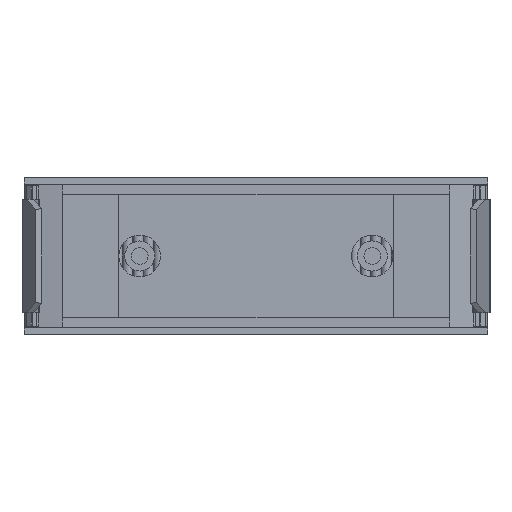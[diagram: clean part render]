
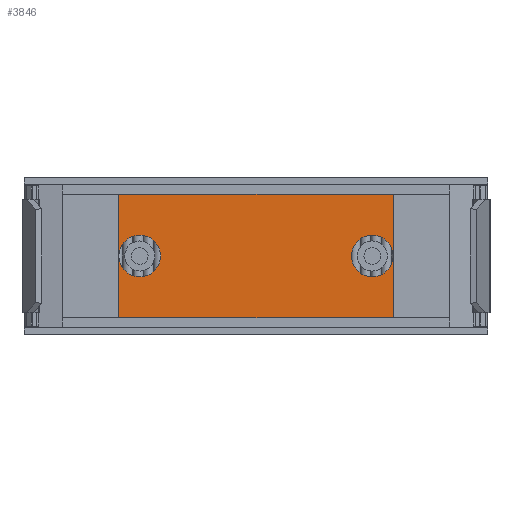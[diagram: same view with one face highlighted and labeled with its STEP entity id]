
A CAD part, front view. The second image highlights one B-rep face of the part: STEP entity #3846.
In plain terms, the highlighted planar face has unit normal (0, -1, 0).
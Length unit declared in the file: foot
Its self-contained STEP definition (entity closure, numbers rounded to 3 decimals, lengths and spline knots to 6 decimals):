
#60 = VERTEX_POINT ( 'NONE', #301 ) ;
#173 = FACE_OUTER_BOUND ( 'NONE', #1983, .T. ) ;
#209 = ORIENTED_EDGE ( 'NONE', *, *, #3091, .F. ) ;
#245 = ORIENTED_EDGE ( 'NONE', *, *, #3173, .F. ) ;
#301 = CARTESIAN_POINT ( 'NONE',  ( -0.029042, 0., 0.005208 ) ) ;
#419 = EDGE_CURVE ( 'NONE', #1959, #3744, #4969, .T. ) ;
#487 = LINE ( 'NONE', #4986, #1865 ) ;
#502 = CARTESIAN_POINT ( 'NONE',  ( 0.029042, 0., 0. ) ) ;
#503 = CIRCLE ( 'NONE', #4454, 0.005208 ) ;
#517 = DIRECTION ( 'NONE',  ( 0., 0., 1. ) ) ;
#630 = CARTESIAN_POINT ( 'NONE',  ( 0.029042, 0., 0. ) ) ;
#642 = CARTESIAN_POINT ( 'NONE',  ( -0.03425, 0., 0. ) ) ;
#668 = DIRECTION ( 'NONE',  ( 0., -1., 0. ) ) ;
#741 = CARTESIAN_POINT ( 'NONE',  ( 0.03425, 0., -0.017875 ) ) ;
#743 = CIRCLE ( 'NONE', #749, 0.005208 ) ;
#749 = AXIS2_PLACEMENT_3D ( 'NONE', #3812, #668, #4358 ) ;
#824 = DIRECTION ( 'NONE',  ( 0., -1., 0. ) ) ;
#865 = CARTESIAN_POINT ( 'NONE',  ( 0., 0., -0.015417 ) ) ;
#997 = VECTOR ( 'NONE', #3339, 3.28084 ) ;
#1009 = DIRECTION ( 'NONE',  ( 0., 0., -1. ) ) ;
#1015 = CARTESIAN_POINT ( 'NONE',  ( -0.03425, 0., -0.015417 ) ) ;
#1070 = ORIENTED_EDGE ( 'NONE', *, *, #1252, .F. ) ;
#1116 = ORIENTED_EDGE ( 'NONE', *, *, #419, .F. ) ;
#1149 = DIRECTION ( 'NONE',  ( 0., 0., -1. ) ) ;
#1226 = VECTOR ( 'NONE', #2983, 3.28084 ) ;
#1251 = DIRECTION ( 'NONE',  ( 0., 0., 1. ) ) ;
#1252 = EDGE_CURVE ( 'NONE', #60, #1959, #6437, .T. ) ;
#1272 = CARTESIAN_POINT ( 'NONE',  ( 0.03425, 0., 0.015417 ) ) ;
#1318 = VECTOR ( 'NONE', #1251, 3.28084 ) ;
#1549 = EDGE_CURVE ( 'NONE', #5863, #2768, #4637, .T. ) ;
#1653 = EDGE_CURVE ( 'NONE', #2768, #4113, #2395, .T. ) ;
#1865 = VECTOR ( 'NONE', #2337, 3.28084 ) ;
#1919 = CARTESIAN_POINT ( 'NONE',  ( 0.03425, 0., 0. ) ) ;
#1959 = VERTEX_POINT ( 'NONE', #642 ) ;
#1983 = EDGE_LOOP ( 'NONE', ( #5163, #1070, #6614, #1116, #2536, #245, #5750, #5185, #209, #2378, #2935, #3104 ) ) ;
#2195 = AXIS2_PLACEMENT_3D ( 'NONE', #502, #4177, #1009 ) ;
#2320 = CARTESIAN_POINT ( 'NONE',  ( 0., 0., 0.015417 ) ) ;
#2337 = DIRECTION ( 'NONE',  ( 0., 0., 1. ) ) ;
#2378 = ORIENTED_EDGE ( 'NONE', *, *, #4855, .F. ) ;
#2381 = EDGE_CURVE ( 'NONE', #5757, #2768, #3962, .T. ) ;
#2393 = CARTESIAN_POINT ( 'NONE',  ( -0.029042, 0., 0. ) ) ;
#2395 = LINE ( 'NONE', #2809, #997 ) ;
#2400 = AXIS2_PLACEMENT_3D ( 'NONE', #2404, #5614, #6628 ) ;
#2404 = CARTESIAN_POINT ( 'NONE',  ( -0.029042, 0., 0. ) ) ;
#2536 = ORIENTED_EDGE ( 'NONE', *, *, #2978, .F. ) ;
#2545 = LINE ( 'NONE', #2791, #3952 ) ;
#2582 = VERTEX_POINT ( 'NONE', #3886 ) ;
#2768 = VERTEX_POINT ( 'NONE', #1919 ) ;
#2791 = CARTESIAN_POINT ( 'NONE',  ( -0.03425, 0., -0.017875 ) ) ;
#2809 = CARTESIAN_POINT ( 'NONE',  ( 0.03425, 0., -0.017875 ) ) ;
#2878 = VECTOR ( 'NONE', #6530, 3.28084 ) ;
#2909 = DIRECTION ( 'NONE',  ( 0., -1., 0. ) ) ;
#2935 = ORIENTED_EDGE ( 'NONE', *, *, #1653, .T. ) ;
#2944 = CARTESIAN_POINT ( 'NONE',  ( -0.029042, 0., -0.005208 ) ) ;
#2978 = EDGE_CURVE ( 'NONE', #4286, #1959, #2545, .T. ) ;
#2983 = DIRECTION ( 'NONE',  ( -1., 0., 0. ) ) ;
#3031 = CARTESIAN_POINT ( 'NONE',  ( -0.03425, 0., 0.015417 ) ) ;
#3091 = EDGE_CURVE ( 'NONE', #2582, #5863, #503, .T. ) ;
#3104 = ORIENTED_EDGE ( 'NONE', *, *, #4128, .F. ) ;
#3173 = EDGE_CURVE ( 'NONE', #5757, #4286, #5600, .T. ) ;
#3325 = DIRECTION ( 'NONE',  ( 0., 0., 1. ) ) ;
#3339 = DIRECTION ( 'NONE',  ( 0., 0., 1. ) ) ;
#3480 = AXIS2_PLACEMENT_3D ( 'NONE', #2393, #824, #4495 ) ;
#3649 = DIRECTION ( 'NONE',  ( 0., 1., 0. ) ) ;
#3744 = VERTEX_POINT ( 'NONE', #2944 ) ;
#3812 = CARTESIAN_POINT ( 'NONE',  ( -0.029042, 0., 0. ) ) ;
#3846 = ADVANCED_FACE ( 'NONE', ( #173 ), #5743, .F. ) ;
#3886 = CARTESIAN_POINT ( 'NONE',  ( 0.029042, 0., 0.005208 ) ) ;
#3901 = CARTESIAN_POINT ( 'NONE',  ( 0.029042, 0., -0.005208 ) ) ;
#3952 = VECTOR ( 'NONE', #3325, 3.28084 ) ;
#3962 = LINE ( 'NONE', #741, #1318 ) ;
#3994 = EDGE_CURVE ( 'NONE', #3744, #60, #743, .T. ) ;
#4113 = VERTEX_POINT ( 'NONE', #1272 ) ;
#4128 = EDGE_CURVE ( 'NONE', #4734, #4113, #5334, .T. ) ;
#4177 = DIRECTION ( 'NONE',  ( 0., -1., 0. ) ) ;
#4286 = VERTEX_POINT ( 'NONE', #1015 ) ;
#4320 = DIRECTION ( 'NONE',  ( 0., -1., 0. ) ) ;
#4358 = DIRECTION ( 'NONE',  ( 0., 0., -1. ) ) ;
#4454 = AXIS2_PLACEMENT_3D ( 'NONE', #6054, #2909, #6572 ) ;
#4495 = DIRECTION ( 'NONE',  ( 0., 0., -1. ) ) ;
#4589 = EDGE_CURVE ( 'NONE', #1959, #4734, #487, .T. ) ;
#4637 = CIRCLE ( 'NONE', #5121, 0.005208 ) ;
#4734 = VERTEX_POINT ( 'NONE', #3031 ) ;
#4855 = EDGE_CURVE ( 'NONE', #2768, #2582, #5165, .T. ) ;
#4874 = CARTESIAN_POINT ( 'NONE',  ( 0.03425, 0., -0.015417 ) ) ;
#4969 = CIRCLE ( 'NONE', #2400, 0.005208 ) ;
#4986 = CARTESIAN_POINT ( 'NONE',  ( -0.03425, 0., -0.017875 ) ) ;
#5121 = AXIS2_PLACEMENT_3D ( 'NONE', #630, #4320, #1149 ) ;
#5163 = ORIENTED_EDGE ( 'NONE', *, *, #4589, .F. ) ;
#5165 = CIRCLE ( 'NONE', #2195, 0.005208 ) ;
#5185 = ORIENTED_EDGE ( 'NONE', *, *, #1549, .F. ) ;
#5334 = LINE ( 'NONE', #2320, #2878 ) ;
#5600 = LINE ( 'NONE', #865, #1226 ) ;
#5614 = DIRECTION ( 'NONE',  ( 0., -1., 0. ) ) ;
#5743 = PLANE ( 'NONE',  #6506 ) ;
#5750 = ORIENTED_EDGE ( 'NONE', *, *, #2381, .T. ) ;
#5757 = VERTEX_POINT ( 'NONE', #4874 ) ;
#5863 = VERTEX_POINT ( 'NONE', #3901 ) ;
#6054 = CARTESIAN_POINT ( 'NONE',  ( 0.029042, 0., 0. ) ) ;
#6437 = CIRCLE ( 'NONE', #3480, 0.005208 ) ;
#6506 = AXIS2_PLACEMENT_3D ( 'NONE', #6778, #3649, #517 ) ;
#6530 = DIRECTION ( 'NONE',  ( 1., 0., 0. ) ) ;
#6572 = DIRECTION ( 'NONE',  ( 0., 0., -1. ) ) ;
#6614 = ORIENTED_EDGE ( 'NONE', *, *, #3994, .F. ) ;
#6628 = DIRECTION ( 'NONE',  ( 0., 0., -1. ) ) ;
#6778 = CARTESIAN_POINT ( 'NONE',  ( 0., 0., -0.017875 ) ) ;
